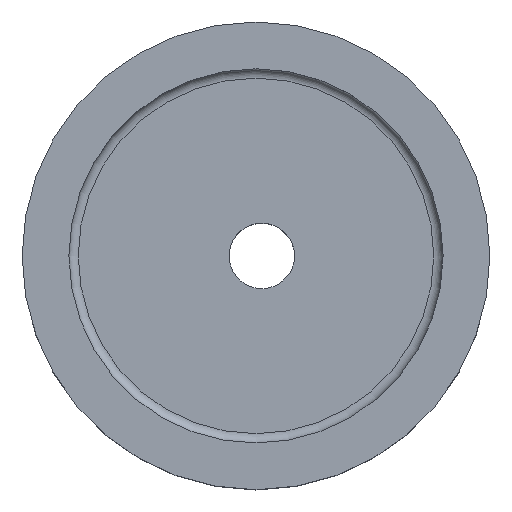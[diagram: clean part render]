
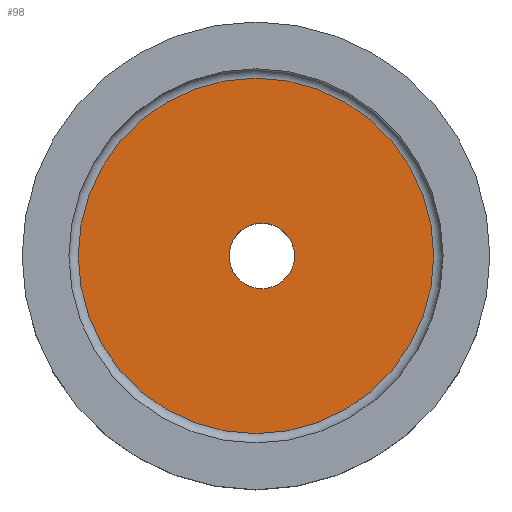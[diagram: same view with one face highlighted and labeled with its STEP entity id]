
A CAD part, top view. The second image highlights one B-rep face of the part: STEP entity #98.
In plain terms, the highlighted planar face has unit normal (0, 0, 1).
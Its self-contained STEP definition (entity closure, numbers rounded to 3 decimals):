
#34=CARTESIAN_POINT('',(-1.438,0.,6.3));
#35=VERTEX_POINT('',#34);
#59=CARTESIAN_POINT('',(2.062,-0.,6.3));
#60=VERTEX_POINT('',#59);
#61=CARTESIAN_POINT('',(0.312,0.,6.3));
#62=DIRECTION('',(0.,0.,1.));
#63=DIRECTION('',(1.,0.,-0.));
#64=AXIS2_PLACEMENT_3D('',#61,#62,#63);
#65=CIRCLE('',#64,1.75);
#66=EDGE_CURVE('',#35,#60,#65,.T.);
#68=CARTESIAN_POINT('',(0.312,0.,6.3));
#69=DIRECTION('',(0.,0.,1.));
#70=DIRECTION('',(1.,0.,-0.));
#71=AXIS2_PLACEMENT_3D('',#68,#69,#70);
#72=CIRCLE('',#71,1.75);
#73=EDGE_CURVE('',#60,#35,#72,.T.);
#78=CARTESIAN_POINT('',(0.,0.,6.3));
#79=DIRECTION('',(0.,0.,1.));
#80=DIRECTION('',(1.,0.,0.));
#81=AXIS2_PLACEMENT_3D('',#78,#79,#80);
#82=PLANE('',#81);
#83=CARTESIAN_POINT('',(9.5,-0.,6.3));
#84=VERTEX_POINT('',#83);
#85=CARTESIAN_POINT('',(0.,0.,6.3));
#86=DIRECTION('',(0.,0.,1.));
#87=DIRECTION('',(1.,0.,-0.));
#88=AXIS2_PLACEMENT_3D('',#85,#86,#87);
#89=CIRCLE('',#88,9.5);
#90=EDGE_CURVE('',#84,#84,#89,.T.);
#91=ORIENTED_EDGE('',*,*,#90,.T.);
#92=EDGE_LOOP('',(#91));
#93=FACE_BOUND('',#92,.T.);
#94=ORIENTED_EDGE('',*,*,#66,.F.);
#95=ORIENTED_EDGE('',*,*,#73,.F.);
#96=EDGE_LOOP('',(#94,#95));
#97=FACE_BOUND('',#96,.T.);
#98=ADVANCED_FACE('',(#93,#97),#82,.T.);
